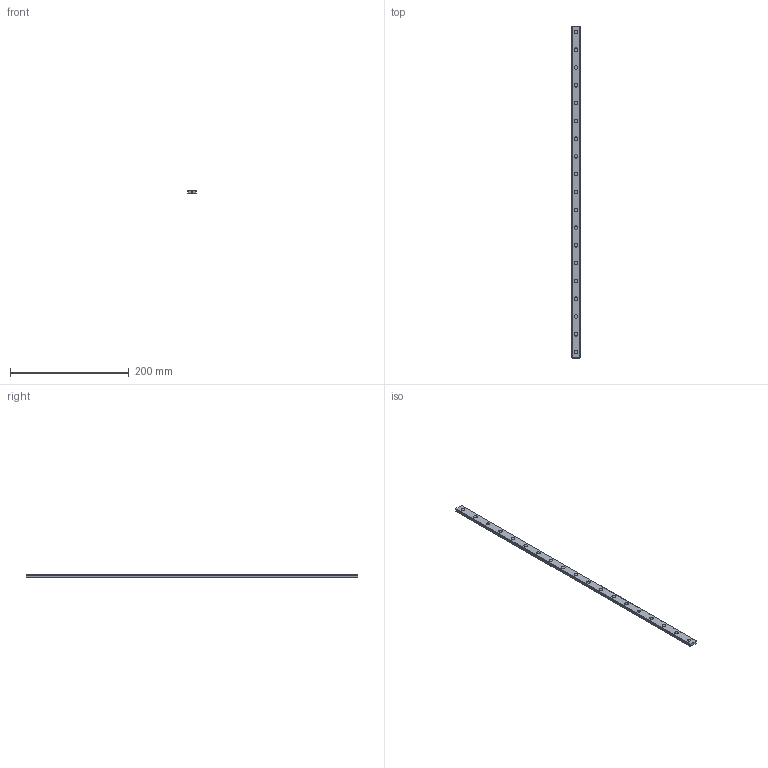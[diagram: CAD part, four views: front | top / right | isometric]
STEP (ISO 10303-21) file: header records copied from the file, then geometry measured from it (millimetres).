
FILE_DESCRIPTION(('STEP AP214'),'1');
FILE_NAME('cctmp_F0D1A541-C764-4573-881A-6F471CA75851_2021_02_19_14_21_26_0803..stp','2021-02-19T13:21:26',('HIWIN GmbH'),('CADClick - www.CADClick.com'),'Spatial InterOp 3D',' ','unknown authorization');
FILE_SCHEMA(('AUTOMOTIVE_DESIGN'));
Length unit declared in the file: millimetre
Products named in the file (1): MGWR07R560CM_FILE
Bounding box: 14 x 560 x 5.2 mm (x, y, z)
Volume: 37687.8 mm3; surface area: 25309.9 mm2
Topology: 1 solids, 1 shells, 266 faces, 609 edges, 406 vertices
Faces by surface type: plane 136, cylinder 130
Entity records: 9745 total; most frequent: DIRECTION 1403, CARTESIAN_POINT 1282, ORIENTED_EDGE 1218, EDGE_CURVE 609, AXIS2_PLACEMENT_3D 527, VERTEX_POINT 406, LINE 349, VECTOR 349
